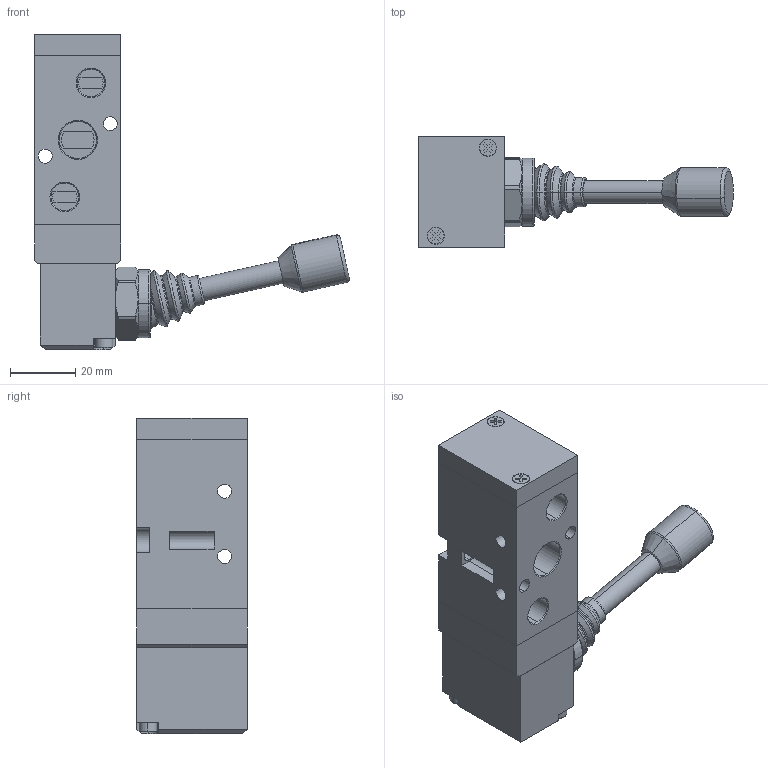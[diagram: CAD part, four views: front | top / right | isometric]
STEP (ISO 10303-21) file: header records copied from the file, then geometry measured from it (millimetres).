
FILE_DESCRIPTION (( 'STEP AP203' ), '1' );
FILE_NAME ('HLV440-S.STEP', '2016-01-12T10:09:38', ( 'yrd8' ), ( 'Hewlett-Packard Company' ), 'SwSTEP 2.0', 'SolidWorks 2008', '' );
FILE_SCHEMA (( 'CONFIG_CONTROL_DESIGN' ));
Length unit declared in the file: millimetre
Products named in the file (10): HLV440-S; SF4000 BODY_ル遽; SF4000 BODY COVER_ル遽; SF4000 SEMY_ル遽; HLV-S; lever block_釭餌ル衛橈擠; 腊阿 权 杭飘(M3x40)_M3X40; HLV nut_釭餌ル衛橈擠; HLV Bellows-2; lever handle
Assembly tree (10 placements, depth 3):
  HLV440-S
    SF4000 BODY COVER_ル遽
    HLV-S
      HLV nut_釭餌ル衛橈擠
      lever handle
      腊阿 权 杭飘(M3x40)_M3X40  x2
      HLV Bellows-2
      lever block_釭餌ル衛橈擠
    SF4000 SEMY_ル遽
    SF4000 BODY_ル遽
Bounding box: 96.63 x 34 x 97 mm (x, y, z)
Volume: 74073.8 mm3; surface area: 33273.4 mm2
Topology: 9 solids, 9 shells, 435 faces, 1048 edges, 627 vertices
Faces by surface type: plane 165, cylinder 117, cone 64, torus 51, bspline 38
Entity records: 13615 total; most frequent: CARTESIAN_POINT 2961, DIRECTION 2072, ORIENTED_EDGE 1944, EDGE_CURVE 972, AXIS2_PLACEMENT_3D 802, VERTEX_POINT 604, EDGE_LOOP 472, LINE 468
